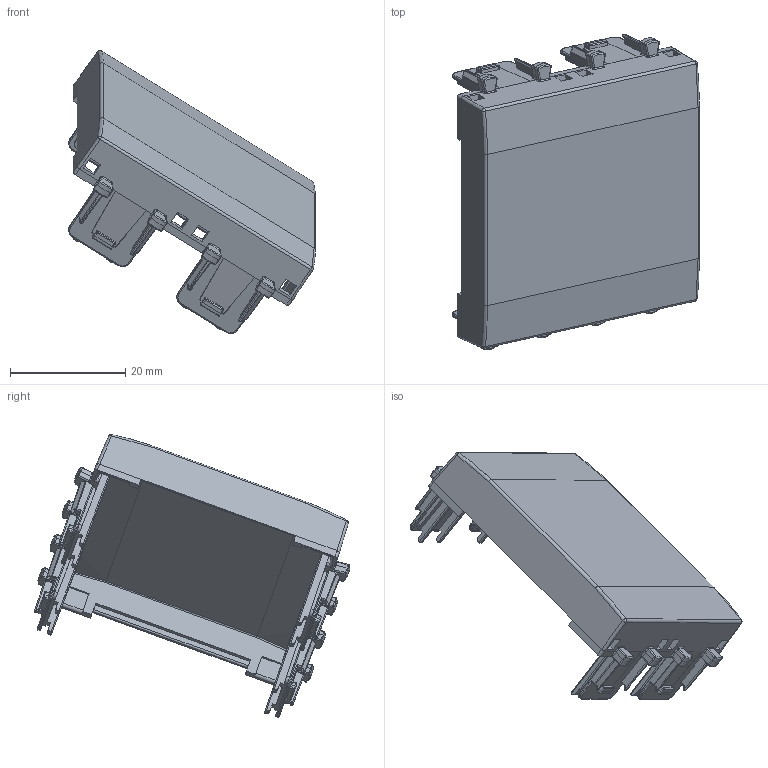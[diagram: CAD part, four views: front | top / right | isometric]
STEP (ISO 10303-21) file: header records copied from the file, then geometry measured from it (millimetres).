
FILE_DESCRIPTION(('CATIA V5 STEP Exchange'),'2;1');
FILE_NAME('441013A-2.stp','2024-03-06T11:14:43+00:00',('none'),('none'),'CATIA Version 5-6 Release 2016 SP6','CATIA V5 STEP AP203','none');
FILE_SCHEMA(('CONFIG_CONTROL_DESIGN'));
Products named in the file (1): 441013A-2
Assembly tree (1 placements, depth 2):
  441013A-2
    #57
Bounding box: 42.87 x 54.83 x 49.17 mm (x, y, z)
Volume: 5384.4 mm3; surface area: 8303.4 mm2
Topology: 1 solids, 1 shells, 854 faces, 2164 edges, 1228 vertices
Faces by surface type: plane 340, cylinder 318, bspline 88, cone 48, sphere 44, torus 16
Entity records: 50966 total; most frequent: CARTESIAN_POINT 33835, ORIENTED_EDGE 4176, DIRECTION 2412, EDGE_CURVE 2088, VERTEX_POINT 1228, VECTOR 1076, LINE 1076, EDGE_LOOP 862
